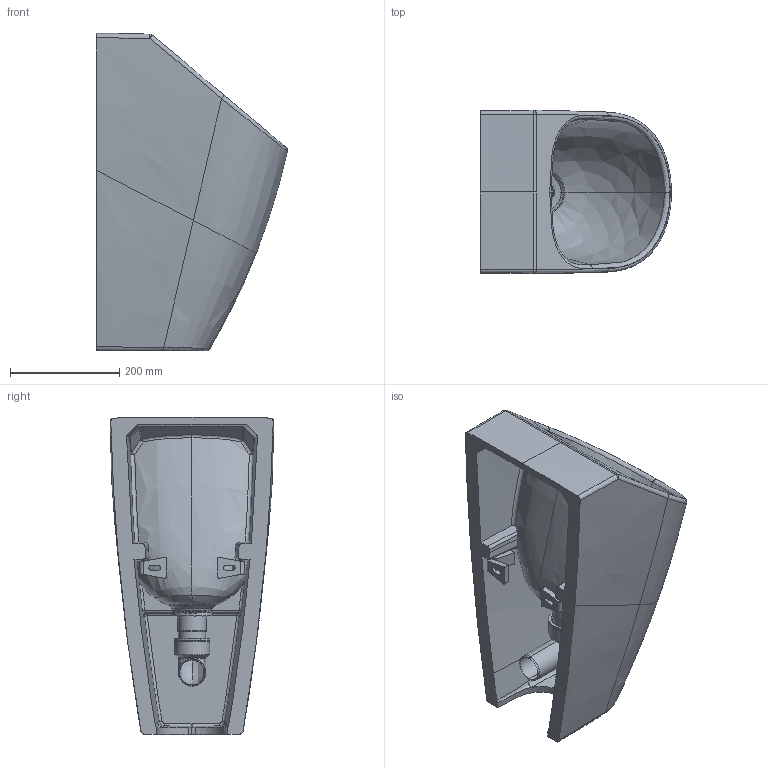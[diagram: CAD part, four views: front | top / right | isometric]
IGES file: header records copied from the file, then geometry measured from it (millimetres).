
Global section: file name: No Iges File Name specified; native system: Autodesk Inventor 2011; preprocessor: AutoDesk Inventor Iges Exporter R2011; author: Administrator; date: 20160608.220231; units: millimetre
Bounding box: 349.73 x 299.54 x 582 mm (x, y, z)
Volume: 15375974.2 mm3; surface area: 1122806.3 mm2
Topology: 11 solids, 11 shells, 513 faces, 1319 edges, 838 vertices
Faces by surface type: bspline 210, revolution 106, plane 106, cylinder 47, cone 21, torus 20, sphere 3
